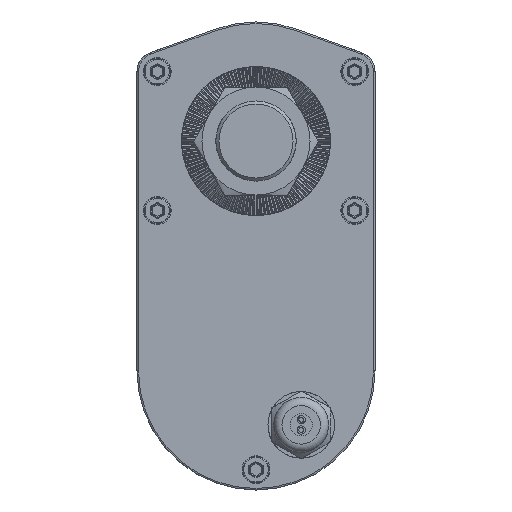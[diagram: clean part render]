
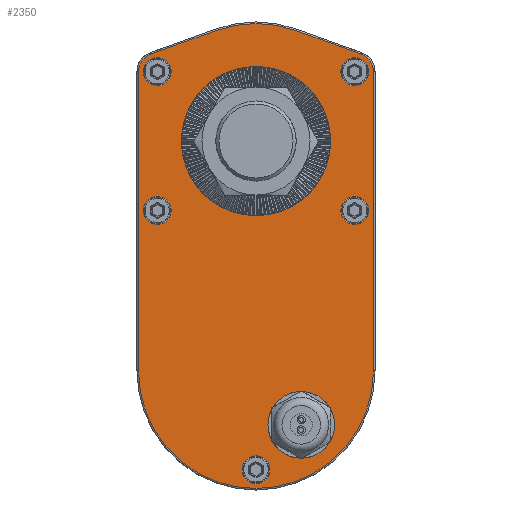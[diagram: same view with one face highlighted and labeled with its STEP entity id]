
A CAD part, front view. The second image highlights one B-rep face of the part: STEP entity #2350.
In plain terms, the highlighted planar face has unit normal (0, -1, 0).
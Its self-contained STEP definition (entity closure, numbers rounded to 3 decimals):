
#2350 = ADVANCED_FACE( '', ( #4964, #4965, #4966, #4967, #4968, #4969, #4970, #4971 ), #4972, .T. );
#4964 = FACE_BOUND( '', #11417, .T. );
#4965 = FACE_BOUND( '', #11418, .T. );
#4966 = FACE_BOUND( '', #11419, .T. );
#4967 = FACE_BOUND( '', #11420, .T. );
#4968 = FACE_BOUND( '', #11421, .T. );
#4969 = FACE_BOUND( '', #11422, .T. );
#4970 = FACE_OUTER_BOUND( '', #11423, .T. );
#4971 = FACE_BOUND( '', #11424, .T. );
#4972 = PLANE( '', #11425 );
#11417 = EDGE_LOOP( '', ( #20274 ) );
#11418 = EDGE_LOOP( '', ( #20275 ) );
#11419 = EDGE_LOOP( '', ( #20276 ) );
#11420 = EDGE_LOOP( '', ( #20277 ) );
#11421 = EDGE_LOOP( '', ( #20278 ) );
#11422 = EDGE_LOOP( '', ( #20279 ) );
#11423 = EDGE_LOOP( '', ( #20280, #20281, #20282, #20283, #20284, #20285, #20286, #20287 ) );
#11424 = EDGE_LOOP( '', ( #20288 ) );
#11425 = AXIS2_PLACEMENT_3D( '', #20289, #20290, #20291 );
#20274 = ORIENTED_EDGE( '', *, *, #24070, .F. );
#20275 = ORIENTED_EDGE( '', *, *, #23174, .T. );
#20276 = ORIENTED_EDGE( '', *, *, #25035, .T. );
#20277 = ORIENTED_EDGE( '', *, *, #24996, .T. );
#20278 = ORIENTED_EDGE( '', *, *, #25080, .T. );
#20279 = ORIENTED_EDGE( '', *, *, #25081, .T. );
#20280 = ORIENTED_EDGE( '', *, *, #22921, .T. );
#20281 = ORIENTED_EDGE( '', *, *, #22881, .T. );
#20282 = ORIENTED_EDGE( '', *, *, #22724, .T. );
#20283 = ORIENTED_EDGE( '', *, *, #22836, .T. );
#20284 = ORIENTED_EDGE( '', *, *, #24906, .T. );
#20285 = ORIENTED_EDGE( '', *, *, #24990, .T. );
#20286 = ORIENTED_EDGE( '', *, *, #23008, .T. );
#20287 = ORIENTED_EDGE( '', *, *, #22416, .T. );
#20288 = ORIENTED_EDGE( '', *, *, #23361, .F. );
#20289 = CARTESIAN_POINT( '', ( 0., 24.5, -74.5 ) );
#20290 = DIRECTION( '', ( 0., -1., 0. ) );
#20291 = DIRECTION( '', ( 0., 0., -1. ) );
#22416 = EDGE_CURVE( '', #25654, #25659, #25661, .T. );
#22724 = EDGE_CURVE( '', #26205, #26203, #26206, .T. );
#22836 = EDGE_CURVE( '', #26203, #26393, #26395, .T. );
#22881 = EDGE_CURVE( '', #26467, #26205, #26471, .T. );
#22921 = EDGE_CURVE( '', #25659, #26467, #26533, .T. );
#23008 = EDGE_CURVE( '', #26676, #25654, #26679, .T. );
#23174 = EDGE_CURVE( '', #26944, #26944, #26945, .T. );
#23361 = EDGE_CURVE( '', #27238, #27238, #27239, .T. );
#24070 = EDGE_CURVE( '', #28362, #28362, #28363, .T. );
#24906 = EDGE_CURVE( '', #26393, #29434, #29436, .T. );
#24990 = EDGE_CURVE( '', #29434, #26676, #29534, .T. );
#24996 = EDGE_CURVE( '', #29540, #29540, #29541, .T. );
#25035 = EDGE_CURVE( '', #29587, #29587, #29588, .T. );
#25080 = EDGE_CURVE( '', #29638, #29638, #29639, .T. );
#25081 = EDGE_CURVE( '', #29640, #29640, #29641, .T. );
#25654 = VERTEX_POINT( '', #30303 );
#25659 = VERTEX_POINT( '', #30309 );
#25661 = LINE( '', #30311, #30312 );
#26203 = VERTEX_POINT( '', #31231 );
#26205 = VERTEX_POINT( '', #31233 );
#26206 = CIRCLE( '', #31234, 38.08 );
#26393 = VERTEX_POINT( '', #31511 );
#26395 = LINE( '', #31513, #31514 );
#26467 = VERTEX_POINT( '', #31703 );
#26471 = LINE( '', #31708, #31709 );
#26533 = CIRCLE( '', #31836, 6.08 );
#26676 = VERTEX_POINT( '', #32192 );
#26679 = CIRCLE( '', #32195, 38.08 );
#26944 = VERTEX_POINT( '', #33017 );
#26945 = CIRCLE( '', #33018, 4.5 );
#27238 = VERTEX_POINT( '', #33559 );
#27239 = CIRCLE( '', #33560, 24.1 );
#28362 = VERTEX_POINT( '', #35213 );
#28363 = CIRCLE( '', #35214, 7.875 );
#29434 = VERTEX_POINT( '', #37977 );
#29436 = CIRCLE( '', #37979, 6.08 );
#29534 = LINE( '', #38311, #38312 );
#29540 = VERTEX_POINT( '', #38319 );
#29541 = CIRCLE( '', #38320, 4.5 );
#29587 = VERTEX_POINT( '', #38389 );
#29588 = CIRCLE( '', #38390, 4.5 );
#29638 = VERTEX_POINT( '', #38557 );
#29639 = CIRCLE( '', #38558, 4.5 );
#29640 = VERTEX_POINT( '', #38559 );
#29641 = CIRCLE( '', #38560, 4.5 );
#30303 = CARTESIAN_POINT( '', ( 38.08, 24.5, -74.5 ) );
#30309 = CARTESIAN_POINT( '', ( 38.08, 24.5, 22.46 ) );
#30311 = CARTESIAN_POINT( '', ( 38.08, 24.5, -74.5 ) );
#30312 = VECTOR( '', #39790, 1000. );
#31231 = CARTESIAN_POINT( '', ( -12.944, 24.5, 35.813 ) );
#31233 = CARTESIAN_POINT( '', ( 12.944, 24.5, 35.813 ) );
#31234 = AXIS2_PLACEMENT_3D( '', #40134, #40135, #40136 );
#31511 = CARTESIAN_POINT( '', ( -34.067, 24.5, 28.178 ) );
#31513 = CARTESIAN_POINT( '', ( -36.76, 24.5, 27.204 ) );
#31514 = VECTOR( '', #40261, 1000. );
#31703 = CARTESIAN_POINT( '', ( 34.067, 24.5, 28.178 ) );
#31708 = CARTESIAN_POINT( '', ( 36.76, 24.5, 27.204 ) );
#31709 = VECTOR( '', #40308, 1000. );
#31836 = AXIS2_PLACEMENT_3D( '', #40350, #40351, #40352 );
#32192 = CARTESIAN_POINT( '', ( -38.08, 24.5, -74.5 ) );
#32195 = AXIS2_PLACEMENT_3D( '', #40455, #40456, #40457 );
#33017 = CARTESIAN_POINT( '', ( 32., 24.5, 18. ) );
#33018 = AXIS2_PLACEMENT_3D( '', #40630, #40631, #40632 );
#33559 = CARTESIAN_POINT( '', ( 0., 24.5, -24.1 ) );
#33560 = AXIS2_PLACEMENT_3D( '', #40859, #40860, #40861 );
#35213 = CARTESIAN_POINT( '', ( 14.66, 24.5, -99.845 ) );
#35214 = AXIS2_PLACEMENT_3D( '', #42094, #42095, #42096 );
#37977 = CARTESIAN_POINT( '', ( -38.08, 24.5, 22.46 ) );
#37979 = AXIS2_PLACEMENT_3D( '', #42778, #42779, #42780 );
#38311 = CARTESIAN_POINT( '', ( -38.08, 24.5, -74.5 ) );
#38312 = VECTOR( '', #42851, 1000. );
#38319 = CARTESIAN_POINT( '', ( -32., 24.5, -27. ) );
#38320 = AXIS2_PLACEMENT_3D( '', #42853, #42854, #42855 );
#38389 = CARTESIAN_POINT( '', ( 32., 24.5, -27. ) );
#38390 = AXIS2_PLACEMENT_3D( '', #42885, #42886, #42887 );
#38557 = CARTESIAN_POINT( '', ( 0., 24.5, -111. ) );
#38558 = AXIS2_PLACEMENT_3D( '', #42907, #42908, #42909 );
#38559 = CARTESIAN_POINT( '', ( -32., 24.5, 18. ) );
#38560 = AXIS2_PLACEMENT_3D( '', #42910, #42911, #42912 );
#39790 = DIRECTION( '', ( 0., 0., 1. ) );
#40134 = CARTESIAN_POINT( '', ( 0., 24.5, 0. ) );
#40135 = DIRECTION( '', ( 0., -1., 0. ) );
#40136 = DIRECTION( '', ( 0., 0., -1. ) );
#40261 = DIRECTION( '', ( -0.94, 0., -0.34 ) );
#40308 = DIRECTION( '', ( -0.94, 0., 0.34 ) );
#40350 = CARTESIAN_POINT( '', ( 32., 24.5, 22.46 ) );
#40351 = DIRECTION( '', ( 0., -1., 0. ) );
#40352 = DIRECTION( '', ( 0., 0., -1. ) );
#40455 = CARTESIAN_POINT( '', ( 0., 24.5, -74.5 ) );
#40456 = DIRECTION( '', ( 0., -1., 0. ) );
#40457 = DIRECTION( '', ( 0., 0., -1. ) );
#40630 = CARTESIAN_POINT( '', ( 32., 24.5, 22.5 ) );
#40631 = DIRECTION( '', ( 0., 1., 0. ) );
#40632 = DIRECTION( '', ( 0., 0., -1. ) );
#40859 = CARTESIAN_POINT( '', ( 0., 24.5, 0. ) );
#40860 = DIRECTION( '', ( 0., -1., 0. ) );
#40861 = DIRECTION( '', ( 0., 0., -1. ) );
#42094 = CARTESIAN_POINT( '', ( 14.66, 24.5, -91.97 ) );
#42095 = DIRECTION( '', ( 0., -1., 0. ) );
#42096 = DIRECTION( '', ( 0., 0., -1. ) );
#42778 = CARTESIAN_POINT( '', ( -32., 24.5, 22.46 ) );
#42779 = DIRECTION( '', ( 0., -1., 0. ) );
#42780 = DIRECTION( '', ( 0., 0., -1. ) );
#42851 = DIRECTION( '', ( 0., 0., -1. ) );
#42853 = CARTESIAN_POINT( '', ( -32., 24.5, -22.5 ) );
#42854 = DIRECTION( '', ( 0., 1., 0. ) );
#42855 = DIRECTION( '', ( 0., 0., -1. ) );
#42885 = CARTESIAN_POINT( '', ( 32., 24.5, -22.5 ) );
#42886 = DIRECTION( '', ( 0., 1., 0. ) );
#42887 = DIRECTION( '', ( 0., 0., -1. ) );
#42907 = CARTESIAN_POINT( '', ( 0., 24.5, -106.5 ) );
#42908 = DIRECTION( '', ( 0., 1., 0. ) );
#42909 = DIRECTION( '', ( 0., 0., -1. ) );
#42910 = CARTESIAN_POINT( '', ( -32., 24.5, 22.5 ) );
#42911 = DIRECTION( '', ( 0., 1., 0. ) );
#42912 = DIRECTION( '', ( 0., 0., -1. ) );
